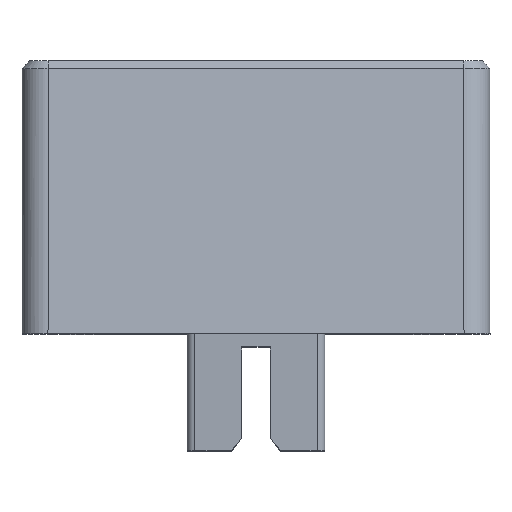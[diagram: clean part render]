
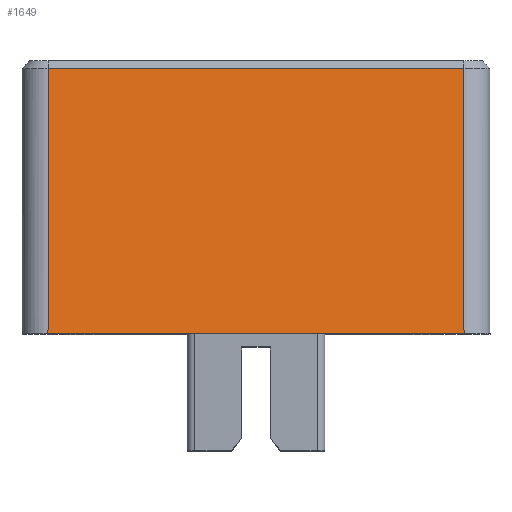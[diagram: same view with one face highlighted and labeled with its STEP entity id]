
A CAD part, top view. The second image highlights one B-rep face of the part: STEP entity #1649.
In plain terms, the highlighted planar face has unit normal (0, 0.141, 0.99).
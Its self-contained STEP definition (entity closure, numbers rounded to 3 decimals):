
#116=PLANE('',#1762);
#194=FACE_OUTER_BOUND('',#277,.T.);
#277=EDGE_LOOP('',(#1383,#1384,#1385,#1386));
#348=LINE('',#2274,#522);
#452=LINE('',#3013,#626);
#453=LINE('',#3015,#627);
#454=LINE('',#3016,#628);
#522=VECTOR('',#1874,10.);
#626=VECTOR('',#2094,10.);
#627=VECTOR('',#2095,10.);
#628=VECTOR('',#2096,10.);
#713=VERTEX_POINT('',#2271);
#714=VERTEX_POINT('',#2273);
#797=VERTEX_POINT('',#3012);
#798=VERTEX_POINT('',#3014);
#870=EDGE_CURVE('',#713,#714,#348,.T.);
#1010=EDGE_CURVE('',#797,#713,#452,.T.);
#1011=EDGE_CURVE('',#798,#797,#453,.T.);
#1012=EDGE_CURVE('',#714,#798,#454,.T.);
#1383=ORIENTED_EDGE('',*,*,#870,.F.);
#1384=ORIENTED_EDGE('',*,*,#1010,.F.);
#1385=ORIENTED_EDGE('',*,*,#1011,.F.);
#1386=ORIENTED_EDGE('',*,*,#1012,.F.);
#1649=ADVANCED_FACE('',(#194),#116,.F.);
#1762=AXIS2_PLACEMENT_3D('',#3011,#2092,#2093);
#1874=DIRECTION('',(1.,0.,0.));
#2092=DIRECTION('center_axis',(0.,-0.141,-0.99));
#2093=DIRECTION('ref_axis',(-1.,0.,0.));
#2094=DIRECTION('',(0.,0.99,-0.141));
#2095=DIRECTION('',(-1.,0.,0.));
#2096=DIRECTION('',(0.,-0.99,0.141));
#2271=CARTESIAN_POINT('',(-8.,10.203,7.542));
#2273=CARTESIAN_POINT('',(8.,10.203,7.542));
#2274=CARTESIAN_POINT('',(4.5,10.203,7.542));
#3011=CARTESIAN_POINT('Origin',(9.,0.,9.));
#3012=CARTESIAN_POINT('',(-8.,0.,9.));
#3013=CARTESIAN_POINT('',(-8.,0.,9.));
#3014=CARTESIAN_POINT('',(8.,0.,9.));
#3015=CARTESIAN_POINT('',(9.,0.,9.));
#3016=CARTESIAN_POINT('',(8.,0.615,8.912));
